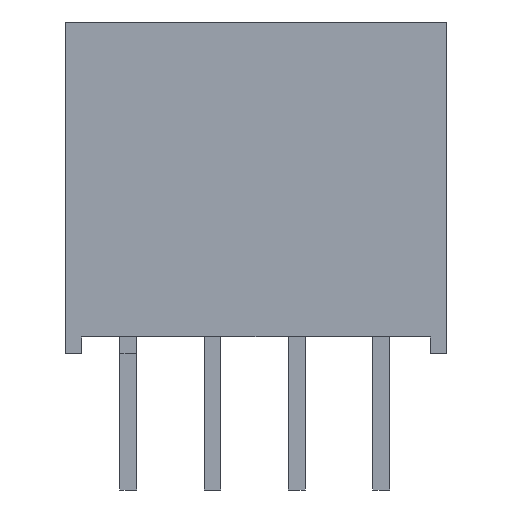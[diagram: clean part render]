
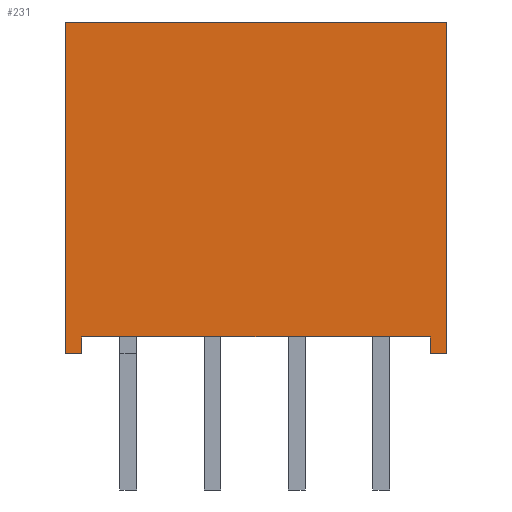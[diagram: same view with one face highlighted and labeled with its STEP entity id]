
A CAD part, front view. The second image highlights one B-rep face of the part: STEP entity #231.
In plain terms, the highlighted planar face has unit normal (0, -1, 0).
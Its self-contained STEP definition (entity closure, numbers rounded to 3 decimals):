
#37=CARTESIAN_POINT('Vertex',(9.6,-4.75,10.)) ;
#40=CARTESIAN_POINT('Line Origine',(9.6,-4.75,5.)) ;
#44=CARTESIAN_POINT('Vertex',(9.6,-4.75,0.)) ;
#156=CARTESIAN_POINT('Vertex',(-1.9,-4.75,10.)) ;
#163=CARTESIAN_POINT('Vertex',(-1.9,-4.75,0.)) ;
#166=CARTESIAN_POINT('Line Origine',(-1.9,-4.75,5.)) ;
#178=CARTESIAN_POINT('Axis2P3D Location',(9.6,-4.75,0.)) ;
#183=CARTESIAN_POINT('Line Origine',(-1.4,-4.75,0.255)) ;
#187=CARTESIAN_POINT('Vertex',(-1.4,-4.75,0.)) ;
#189=CARTESIAN_POINT('Vertex',(-1.4,-4.75,0.51)) ;
#192=CARTESIAN_POINT('Line Origine',(3.85,-4.75,0.51)) ;
#196=CARTESIAN_POINT('Vertex',(9.1,-4.75,0.51)) ;
#199=CARTESIAN_POINT('Line Origine',(9.1,-4.75,0.255)) ;
#203=CARTESIAN_POINT('Vertex',(9.1,-4.75,0.)) ;
#206=CARTESIAN_POINT('Line Origine',(9.35,-4.75,0.)) ;
#211=CARTESIAN_POINT('Line Origine',(3.85,-4.75,10.)) ;
#216=CARTESIAN_POINT('Line Origine',(-1.65,-4.75,0.)) ;
#41=DIRECTION('Vector Direction',(0.,0.,1.)) ;
#167=DIRECTION('Vector Direction',(0.,0.,1.)) ;
#179=DIRECTION('Axis2P3D Direction',(0.,1.,-0.)) ;
#180=DIRECTION('Axis2P3D XDirection',(-1.,0.,0.)) ;
#184=DIRECTION('Vector Direction',(0.,0.,1.)) ;
#193=DIRECTION('Vector Direction',(-1.,0.,0.)) ;
#200=DIRECTION('Vector Direction',(0.,0.,1.)) ;
#207=DIRECTION('Vector Direction',(-1.,0.,0.)) ;
#212=DIRECTION('Vector Direction',(-1.,0.,0.)) ;
#217=DIRECTION('Vector Direction',(-1.,0.,0.)) ;
#181=AXIS2_PLACEMENT_3D('Plane Axis2P3D',#178,#179,#180) ;
#222=ORIENTED_EDGE('',*,*,#191,.T.) ;
#223=ORIENTED_EDGE('',*,*,#198,.F.) ;
#224=ORIENTED_EDGE('',*,*,#205,.F.) ;
#225=ORIENTED_EDGE('',*,*,#210,.F.) ;
#226=ORIENTED_EDGE('',*,*,#46,.T.) ;
#227=ORIENTED_EDGE('',*,*,#215,.T.) ;
#228=ORIENTED_EDGE('',*,*,#170,.F.) ;
#229=ORIENTED_EDGE('',*,*,#220,.F.) ;
#42=VECTOR('Line Direction',#41,1.) ;
#168=VECTOR('Line Direction',#167,1.) ;
#185=VECTOR('Line Direction',#184,1.) ;
#194=VECTOR('Line Direction',#193,1.) ;
#201=VECTOR('Line Direction',#200,1.) ;
#208=VECTOR('Line Direction',#207,1.) ;
#213=VECTOR('Line Direction',#212,1.) ;
#218=VECTOR('Line Direction',#217,1.) ;
#231=ADVANCED_FACE('',(#230),#182,.F.) ;
#46=EDGE_CURVE('',#45,#38,#43,.T.) ;
#170=EDGE_CURVE('',#164,#157,#169,.T.) ;
#191=EDGE_CURVE('',#188,#190,#186,.T.) ;
#198=EDGE_CURVE('',#197,#190,#195,.T.) ;
#205=EDGE_CURVE('',#204,#197,#202,.T.) ;
#210=EDGE_CURVE('',#45,#204,#209,.T.) ;
#215=EDGE_CURVE('',#38,#157,#214,.T.) ;
#220=EDGE_CURVE('',#188,#164,#219,.T.) ;
#221=EDGE_LOOP('',(#222,#223,#224,#225,#226,#227,#228,#229)) ;
#230=FACE_OUTER_BOUND('',#221,.T.) ;
#43=LINE('Line',#40,#42) ;
#169=LINE('Line',#166,#168) ;
#186=LINE('Line',#183,#185) ;
#195=LINE('Line',#192,#194) ;
#202=LINE('Line',#199,#201) ;
#209=LINE('Line',#206,#208) ;
#214=LINE('Line',#211,#213) ;
#219=LINE('Line',#216,#218) ;
#182=PLANE('',#181) ;
#38=VERTEX_POINT('',#37) ;
#45=VERTEX_POINT('',#44) ;
#157=VERTEX_POINT('',#156) ;
#164=VERTEX_POINT('',#163) ;
#188=VERTEX_POINT('',#187) ;
#190=VERTEX_POINT('',#189) ;
#197=VERTEX_POINT('',#196) ;
#204=VERTEX_POINT('',#203) ;
